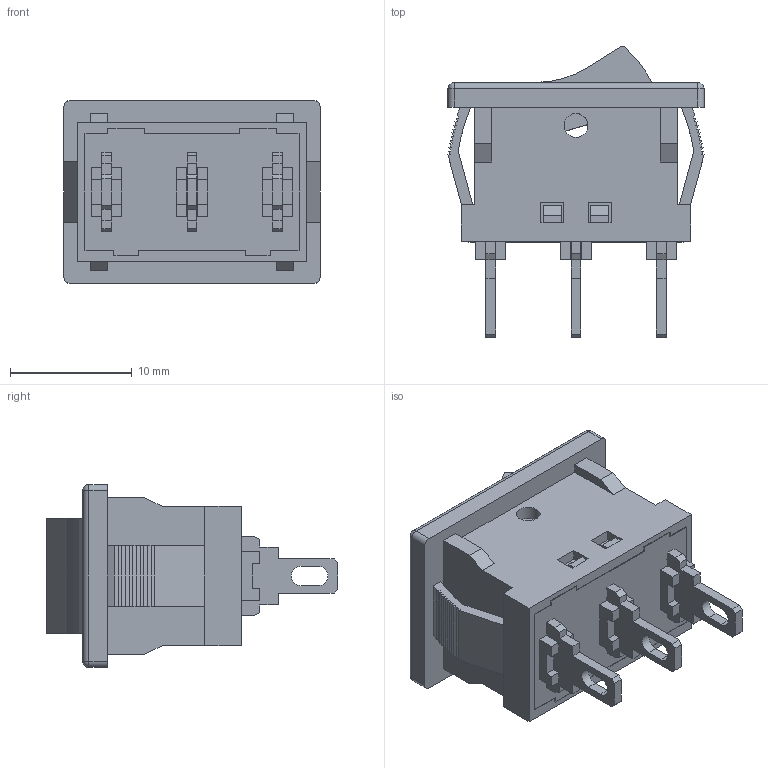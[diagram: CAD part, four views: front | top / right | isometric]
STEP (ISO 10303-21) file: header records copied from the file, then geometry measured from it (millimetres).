
FILE_DESCRIPTION( ( 'STEP AP214' ), '1' );
FILE_NAME( 'SLE6D.stp', '2020-07-31T04:56:54', ( 'License CC BY-ND 4.0' ), ( 'CADENAS' ), ' ', 'PARTsolutions', ' ' );
FILE_SCHEMA( ( 'AUTOMOTIVE_DESIGN { 1 0 10303 214 1 1 1 1 }' ) );
Length unit declared in the file: millimetre
Products named in the file (4): SLE6D; _1001SLE01; _2005SLE; _SLE6/SLE10-series-rocker01
Assembly tree (5 placements, depth 2):
  SLE6D
    _1001SLE01
    _2005SLE  x3
    _SLE6/SLE10-series-rocker01
Bounding box: 21 x 23.9 x 15 mm (x, y, z)
Volume: 2738.6 mm3; surface area: 2969.5 mm2
Topology: 5 solids, 5 shells, 321 faces, 877 edges, 570 vertices
Faces by surface type: plane 291, cylinder 26, sphere 4
Full cylindrical faces by diameter (mm): 1.95 x1, 3 x1
Entity records: 9266 total; most frequent: CARTESIAN_POINT 1295, ORIENTED_EDGE 1272, DIRECTION 1168, EDGE_CURVE 636, LINE 590, VECTOR 590, VERTEX_POINT 416, AXIS2_PLACEMENT_3D 289
